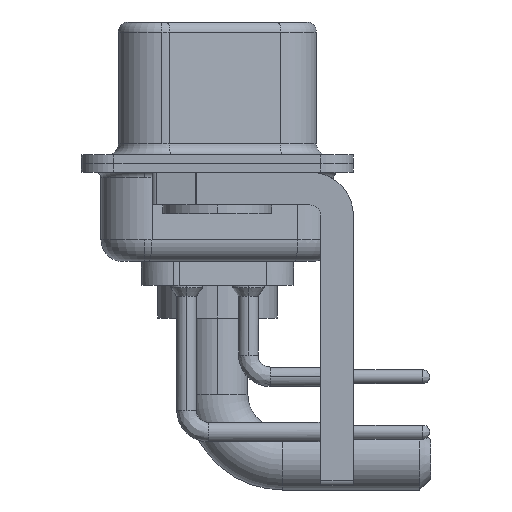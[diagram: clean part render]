
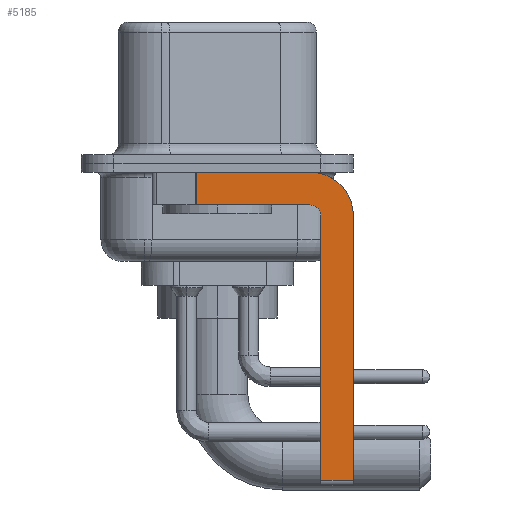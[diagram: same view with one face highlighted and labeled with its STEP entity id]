
A CAD part, left-side view. The second image highlights one B-rep face of the part: STEP entity #5185.
In plain terms, the highlighted planar face has unit normal (-1, 0, 0).
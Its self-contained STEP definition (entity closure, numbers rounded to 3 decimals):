
#7 = CARTESIAN_POINT ( 'NONE',  ( -2.9, -6.25, -14.55 ) ) ;
#109 = VECTOR ( 'NONE', #24411, 1000. ) ;
#429 = VERTEX_POINT ( 'NONE', #22026 ) ;
#469 = CARTESIAN_POINT ( 'NONE',  ( -2.9, -4.25, -14.55 ) ) ;
#624 = DIRECTION ( 'NONE',  ( 1., 0., 0. ) ) ;
#835 = CARTESIAN_POINT ( 'NONE',  ( -2.9, -4.25, -1.9 ) ) ;
#1075 = CARTESIAN_POINT ( 'NONE',  ( -2.9, -4.75, -14.55 ) ) ;
#1834 = FACE_OUTER_BOUND ( 'NONE', #10359, .T. ) ;
#1927 = CARTESIAN_POINT ( 'NONE',  ( -2.9, -4.25, -1.9 ) ) ;
#3611 = ORIENTED_EDGE ( 'NONE', *, *, #24002, .T. ) ;
#3633 = DIRECTION ( 'NONE',  ( 0., -1., 0. ) ) ;
#4712 = CARTESIAN_POINT ( 'NONE',  ( -2.9, -4.25, -2.4 ) ) ;
#4747 = VERTEX_POINT ( 'NONE', #25637 ) ;
#4825 = CARTESIAN_POINT ( 'NONE',  ( -2.9, 0.978, -1.9 ) ) ;
#4876 = LINE ( 'NONE', #835, #18951 ) ;
#4949 = VECTOR ( 'NONE', #6713, 1000. ) ;
#5185 = ADVANCED_FACE ( 'NONE', ( #1834 ), #24345, .F. ) ;
#5462 = EDGE_CURVE ( 'NONE', #429, #9924, #20418, .T. ) ;
#5771 = AXIS2_PLACEMENT_3D ( 'NONE', #5887, #21556, #15342 ) ;
#5887 = CARTESIAN_POINT ( 'NONE',  ( -2.9, -4.25, -2.4 ) ) ;
#6055 = ORIENTED_EDGE ( 'NONE', *, *, #26245, .T. ) ;
#6713 = DIRECTION ( 'NONE',  ( 0., 0., -1. ) ) ;
#7021 = DIRECTION ( 'NONE',  ( 0., 1., 0. ) ) ;
#8363 = AXIS2_PLACEMENT_3D ( 'NONE', #10830, #624, #8821 ) ;
#8429 = EDGE_CURVE ( 'NONE', #19496, #21565, #4876, .T. ) ;
#8821 = DIRECTION ( 'NONE',  ( 0., 0., -1. ) ) ;
#9030 = LINE ( 'NONE', #13471, #16243 ) ;
#9415 = CARTESIAN_POINT ( 'NONE',  ( -2.9, 3., -0.4 ) ) ;
#9924 = VERTEX_POINT ( 'NONE', #16304 ) ;
#10359 = EDGE_LOOP ( 'NONE', ( #12402, #3611, #20700, #19926, #18180, #6055, #21667, #22845 ) ) ;
#10830 = CARTESIAN_POINT ( 'NONE',  ( -2.9, -4.25, -2.4 ) ) ;
#11587 = EDGE_CURVE ( 'NONE', #9924, #15051, #9030, .T. ) ;
#12402 = ORIENTED_EDGE ( 'NONE', *, *, #16241, .F. ) ;
#12708 = DIRECTION ( 'NONE',  ( 0., -1., 0. ) ) ;
#13471 = CARTESIAN_POINT ( 'NONE',  ( -2.9, -6.25, -2.4 ) ) ;
#13646 = VECTOR ( 'NONE', #12708, 1000. ) ;
#13872 = LINE ( 'NONE', #9415, #14749 ) ;
#14749 = VECTOR ( 'NONE', #3633, 1000. ) ;
#15051 = VERTEX_POINT ( 'NONE', #7 ) ;
#15342 = DIRECTION ( 'NONE',  ( 0., 0., -1. ) ) ;
#16030 = EDGE_CURVE ( 'NONE', #25162, #4747, #18203, .T. ) ;
#16241 = EDGE_CURVE ( 'NONE', #20099, #429, #13872, .T. ) ;
#16243 = VECTOR ( 'NONE', #23598, 1000. ) ;
#16304 = CARTESIAN_POINT ( 'NONE',  ( -2.9, -6.25, -2.4 ) ) ;
#17921 = EDGE_CURVE ( 'NONE', #4747, #19496, #22921, .T. ) ;
#18180 = ORIENTED_EDGE ( 'NONE', *, *, #16030, .F. ) ;
#18203 = LINE ( 'NONE', #24687, #109 ) ;
#18951 = VECTOR ( 'NONE', #7021, 1000. ) ;
#19496 = VERTEX_POINT ( 'NONE', #1927 ) ;
#19926 = ORIENTED_EDGE ( 'NONE', *, *, #17921, .F. ) ;
#20099 = VERTEX_POINT ( 'NONE', #23808 ) ;
#20418 = CIRCLE ( 'NONE', #8363, 2. ) ;
#20700 = ORIENTED_EDGE ( 'NONE', *, *, #8429, .F. ) ;
#21556 = DIRECTION ( 'NONE',  ( 1., 0., 0. ) ) ;
#21565 = VERTEX_POINT ( 'NONE', #25904 ) ;
#21667 = ORIENTED_EDGE ( 'NONE', *, *, #11587, .F. ) ;
#22026 = CARTESIAN_POINT ( 'NONE',  ( -2.9, -4.25, -0.4 ) ) ;
#22699 = LINE ( 'NONE', #469, #13646 ) ;
#22845 = ORIENTED_EDGE ( 'NONE', *, *, #5462, .F. ) ;
#22921 = CIRCLE ( 'NONE', #26387, 0.5 ) ;
#23031 = DIRECTION ( 'NONE',  ( 0., 0., 1. ) ) ;
#23598 = DIRECTION ( 'NONE',  ( 0., 0., -1. ) ) ;
#23808 = CARTESIAN_POINT ( 'NONE',  ( -2.9, 0.978, -0.4 ) ) ;
#24002 = EDGE_CURVE ( 'NONE', #20099, #21565, #25178, .T. ) ;
#24345 = PLANE ( 'NONE',  #5771 ) ;
#24411 = DIRECTION ( 'NONE',  ( 0., 0., 1. ) ) ;
#24687 = CARTESIAN_POINT ( 'NONE',  ( -2.9, -4.75, -14.8 ) ) ;
#25162 = VERTEX_POINT ( 'NONE', #1075 ) ;
#25178 = LINE ( 'NONE', #4825, #4949 ) ;
#25322 = DIRECTION ( 'NONE',  ( -1., 0., 0. ) ) ;
#25637 = CARTESIAN_POINT ( 'NONE',  ( -2.9, -4.75, -2.4 ) ) ;
#25904 = CARTESIAN_POINT ( 'NONE',  ( -2.9, 0.978, -1.9 ) ) ;
#26245 = EDGE_CURVE ( 'NONE', #25162, #15051, #22699, .T. ) ;
#26387 = AXIS2_PLACEMENT_3D ( 'NONE', #4712, #25322, #23031 ) ;
